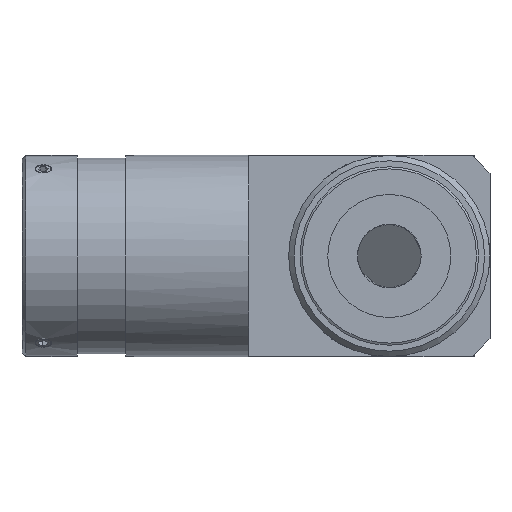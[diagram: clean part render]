
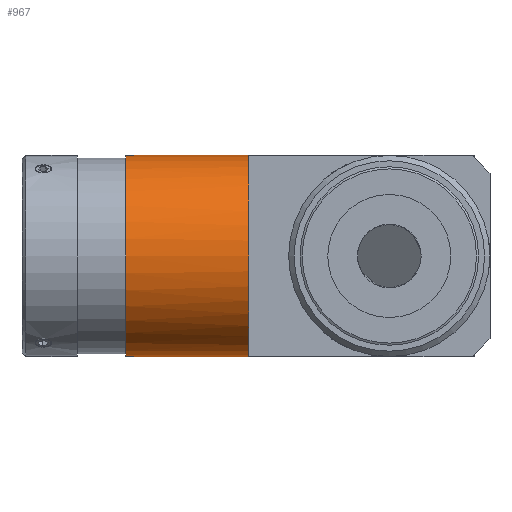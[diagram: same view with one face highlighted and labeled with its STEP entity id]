
A CAD part, front view. The second image highlights one B-rep face of the part: STEP entity #967.
In plain terms, the highlighted cylindrical face has radius 14.287 mm (diameter 28.575 mm), a full revolution.
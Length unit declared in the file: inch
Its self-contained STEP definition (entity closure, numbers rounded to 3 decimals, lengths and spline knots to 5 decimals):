
#897=CARTESIAN_POINT('',(0.5625,0.,2.037));
#898=VERTEX_POINT('',#897);
#899=CARTESIAN_POINT('',(0.,0.,2.037));
#900=DIRECTION('',(0.0,0.0,-1.0));
#901=DIRECTION('',(1.0,0.0,0.0));
#902=AXIS2_PLACEMENT_3D('',#899,#900,#901);
#903=CIRCLE('',#902,0.5625);
#904=EDGE_CURVE('',#898,#898,#903,.T.);
#912=CARTESIAN_POINT('',(0.,0.,1.35));
#913=DIRECTION('',(0.0,0.0,1.0));
#914=DIRECTION('',(1.0,0.0,0.0));
#915=AXIS2_PLACEMENT_3D('',#912,#913,#914);
#916=CYLINDRICAL_SURFACE('',#915,0.5625);
#917=CARTESIAN_POINT('',(0.3395,0.44849,1.35));
#918=VERTEX_POINT('',#917);
#919=CARTESIAN_POINT('',(0.3395,-0.44849,1.35));
#920=VERTEX_POINT('',#919);
#921=CARTESIAN_POINT('',(0.,0.,1.35));
#922=DIRECTION('',(0.0,0.0,-1.0));
#923=DIRECTION('',(1.0,0.0,0.0));
#924=AXIS2_PLACEMENT_3D('',#921,#922,#923);
#925=CIRCLE('',#924,0.5625);
#926=EDGE_CURVE('',#918,#920,#925,.T.);
#927=ORIENTED_EDGE('',*,*,#926,.F.);
#928=CARTESIAN_POINT('',(0.,0.5625,1.35));
#929=VERTEX_POINT('',#928);
#930=CARTESIAN_POINT('',(0.,0.,1.35));
#931=DIRECTION('',(0.0,0.0,1.0));
#932=DIRECTION('',(1.0,0.0,0.0));
#933=AXIS2_PLACEMENT_3D('',#930,#931,#932);
#934=CIRCLE('',#933,0.5625);
#935=EDGE_CURVE('',#918,#929,#934,.T.);
#936=ORIENTED_EDGE('',*,*,#935,.T.);
#937=CARTESIAN_POINT('',(-0.5625,0.,1.35));
#938=VERTEX_POINT('',#937);
#939=CARTESIAN_POINT('',(0.,0.,1.35));
#940=DIRECTION('',(0.0,0.0,1.0));
#941=DIRECTION('',(1.0,0.0,0.0));
#942=AXIS2_PLACEMENT_3D('',#939,#940,#941);
#943=CIRCLE('',#942,0.5625);
#944=EDGE_CURVE('',#929,#938,#943,.T.);
#945=ORIENTED_EDGE('',*,*,#944,.T.);
#946=CARTESIAN_POINT('',(0.,-0.5625,1.35));
#947=VERTEX_POINT('',#946);
#948=CARTESIAN_POINT('',(0.,0.,1.35));
#949=DIRECTION('',(0.0,0.0,1.0));
#950=DIRECTION('',(1.0,0.0,0.0));
#951=AXIS2_PLACEMENT_3D('',#948,#949,#950);
#952=CIRCLE('',#951,0.5625);
#953=EDGE_CURVE('',#938,#947,#952,.T.);
#954=ORIENTED_EDGE('',*,*,#953,.T.);
#955=CARTESIAN_POINT('',(0.,0.,1.35));
#956=DIRECTION('',(0.0,0.0,1.0));
#957=DIRECTION('',(1.0,0.0,0.0));
#958=AXIS2_PLACEMENT_3D('',#955,#956,#957);
#959=CIRCLE('',#958,0.5625);
#960=EDGE_CURVE('',#947,#920,#959,.T.);
#961=ORIENTED_EDGE('',*,*,#960,.T.);
#962=EDGE_LOOP('',(#927,#936,#945,#954,#961));
#963=FACE_OUTER_BOUND('',#962,.T.);
#964=ORIENTED_EDGE('',*,*,#904,.T.);
#965=EDGE_LOOP('',(#964));
#966=FACE_BOUND('',#965,.T.);
#967=ADVANCED_FACE('',(#963,#966),#916,.T.);
